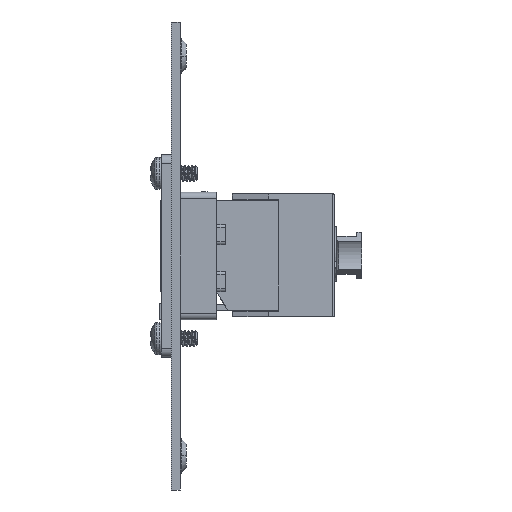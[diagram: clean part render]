
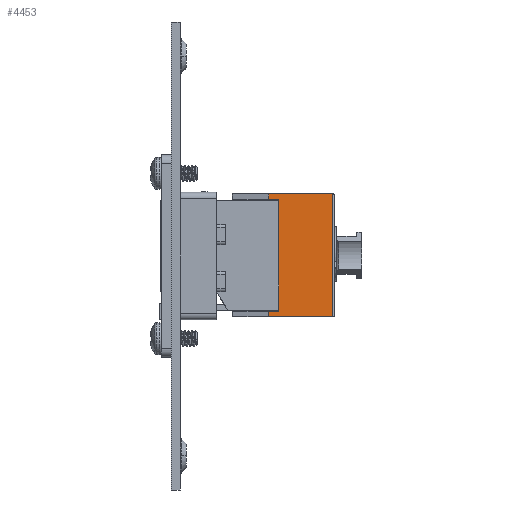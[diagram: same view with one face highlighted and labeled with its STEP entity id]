
A CAD part, left-side view. The second image highlights one B-rep face of the part: STEP entity #4453.
In plain terms, the highlighted face is planar.
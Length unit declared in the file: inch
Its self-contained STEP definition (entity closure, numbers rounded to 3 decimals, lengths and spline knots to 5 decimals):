
#1993 = PLANE ( 'NONE',  #4883 ) ;
#2427 = VECTOR ( 'NONE', #26947, 39.37008 ) ;
#2588 = EDGE_CURVE ( 'NONE', #10626, #12160, #8966, .T. ) ;
#2675 = ORIENTED_EDGE ( 'NONE', *, *, #10195, .F. ) ;
#2753 = VECTOR ( 'NONE', #29872, 39.37008 ) ;
#2771 = CARTESIAN_POINT ( 'NONE',  ( 0.208, -0.23234, -0.425 ) ) ;
#4453 = ADVANCED_FACE ( 'NONE', ( #22802 ), #1993, .F. ) ;
#4613 = CARTESIAN_POINT ( 'NONE',  ( 0.208, 0.21166, 0.385 ) ) ;
#4883 = AXIS2_PLACEMENT_3D ( 'NONE', #16213, #16106, #11312 ) ;
#5111 = CARTESIAN_POINT ( 'NONE',  ( 0.208, -0.23234, 0.425 ) ) ;
#5315 = LINE ( 'NONE', #29142, #2427 ) ;
#6137 = VECTOR ( 'NONE', #29817, 39.37008 ) ;
#6273 = ORIENTED_EDGE ( 'NONE', *, *, #22365, .F. ) ;
#6918 = VERTEX_POINT ( 'NONE', #17659 ) ;
#6935 = EDGE_CURVE ( 'NONE', #25391, #10626, #5315, .T. ) ;
#7112 = VECTOR ( 'NONE', #15994, 39.37008 ) ;
#7647 = EDGE_CURVE ( 'NONE', #12160, #19636, #26152, .T. ) ;
#8066 = CARTESIAN_POINT ( 'NONE',  ( 0.208, -0.24234, -0.425 ) ) ;
#8926 = VECTOR ( 'NONE', #29009, 39.37008 ) ;
#8966 = LINE ( 'NONE', #18667, #2753 ) ;
#10195 = EDGE_CURVE ( 'NONE', #6918, #17306, #12414, .T. ) ;
#10414 = ORIENTED_EDGE ( 'NONE', *, *, #18575, .T. ) ;
#10626 = VERTEX_POINT ( 'NONE', #26875 ) ;
#10742 = ORIENTED_EDGE ( 'NONE', *, *, #20737, .F. ) ;
#11312 = DIRECTION ( 'NONE',  ( 0., 0., 1. ) ) ;
#11999 = EDGE_CURVE ( 'NONE', #25391, #16310, #12647, .T. ) ;
#12160 = VERTEX_POINT ( 'NONE', #4613 ) ;
#12414 = LINE ( 'NONE', #16282, #6137 ) ;
#12599 = CARTESIAN_POINT ( 'NONE',  ( 0.208, -0.23234, 0.425 ) ) ;
#12647 = LINE ( 'NONE', #12599, #19931 ) ;
#13583 = ORIENTED_EDGE ( 'NONE', *, *, #7647, .F. ) ;
#14105 = ORIENTED_EDGE ( 'NONE', *, *, #11999, .T. ) ;
#15994 = DIRECTION ( 'NONE',  ( 0., -1., 0. ) ) ;
#16106 = DIRECTION ( 'NONE',  ( -1., 0., 0. ) ) ;
#16213 = CARTESIAN_POINT ( 'NONE',  ( 0.208, -0.24234, 0.425 ) ) ;
#16282 = CARTESIAN_POINT ( 'NONE',  ( 0.208, 0.21166, 0.425 ) ) ;
#16310 = VERTEX_POINT ( 'NONE', #2771 ) ;
#16443 = ORIENTED_EDGE ( 'NONE', *, *, #6935, .F. ) ;
#17218 = LINE ( 'NONE', #23655, #28125 ) ;
#17306 = VERTEX_POINT ( 'NONE', #28078 ) ;
#17659 = CARTESIAN_POINT ( 'NONE',  ( 0.208, 0.21166, -0.385 ) ) ;
#18469 = EDGE_LOOP ( 'NONE', ( #16443, #14105, #10414, #2675, #10742, #6273, #13583, #23692 ) ) ;
#18575 = EDGE_CURVE ( 'NONE', #16310, #17306, #20678, .T. ) ;
#18667 = CARTESIAN_POINT ( 'NONE',  ( 0.208, 0.21166, 0.425 ) ) ;
#19636 = VERTEX_POINT ( 'NONE', #28265 ) ;
#19931 = VECTOR ( 'NONE', #28867, 39.37008 ) ;
#20678 = LINE ( 'NONE', #8066, #8926 ) ;
#20737 = EDGE_CURVE ( 'NONE', #22959, #6918, #17218, .T. ) ;
#21192 = CARTESIAN_POINT ( 'NONE',  ( 0.208, 0.14066, 0.385 ) ) ;
#22365 = EDGE_CURVE ( 'NONE', #19636, #22959, #26414, .T. ) ;
#22730 = CARTESIAN_POINT ( 'NONE',  ( 0.208, 0.45966, 0.385 ) ) ;
#22802 = FACE_OUTER_BOUND ( 'NONE', #18469, .T. ) ;
#22959 = VERTEX_POINT ( 'NONE', #26052 ) ;
#23655 = CARTESIAN_POINT ( 'NONE',  ( 0.208, 0.45966, -0.385 ) ) ;
#23692 = ORIENTED_EDGE ( 'NONE', *, *, #2588, .F. ) ;
#25391 = VERTEX_POINT ( 'NONE', #5111 ) ;
#25672 = DIRECTION ( 'NONE',  ( 0., 0., -1. ) ) ;
#26052 = CARTESIAN_POINT ( 'NONE',  ( 0.208, 0.14066, -0.385 ) ) ;
#26152 = LINE ( 'NONE', #22730, #7112 ) ;
#26414 = LINE ( 'NONE', #21192, #29296 ) ;
#26875 = CARTESIAN_POINT ( 'NONE',  ( 0.208, 0.21166, 0.425 ) ) ;
#26947 = DIRECTION ( 'NONE',  ( 0., 1., 0. ) ) ;
#28078 = CARTESIAN_POINT ( 'NONE',  ( 0.208, 0.21166, -0.425 ) ) ;
#28125 = VECTOR ( 'NONE', #30229, 39.37008 ) ;
#28265 = CARTESIAN_POINT ( 'NONE',  ( 0.208, 0.14066, 0.385 ) ) ;
#28867 = DIRECTION ( 'NONE',  ( 0., 0., -1. ) ) ;
#29009 = DIRECTION ( 'NONE',  ( 0., 1., 0. ) ) ;
#29142 = CARTESIAN_POINT ( 'NONE',  ( 0.208, -0.24234, 0.425 ) ) ;
#29296 = VECTOR ( 'NONE', #25672, 39.37008 ) ;
#29817 = DIRECTION ( 'NONE',  ( 0., 0., -1. ) ) ;
#29872 = DIRECTION ( 'NONE',  ( 0., 0., -1. ) ) ;
#30229 = DIRECTION ( 'NONE',  ( 0., 1., 0. ) ) ;
